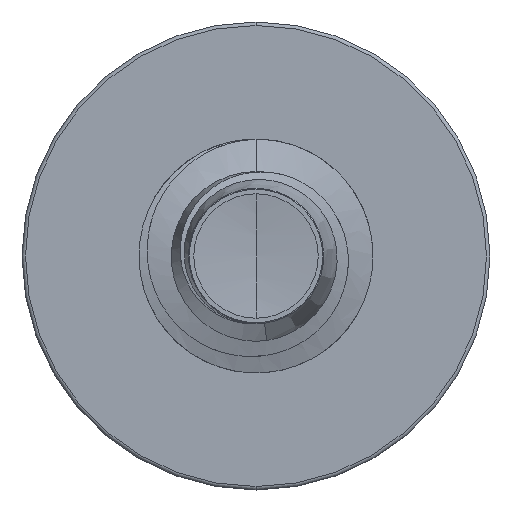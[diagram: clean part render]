
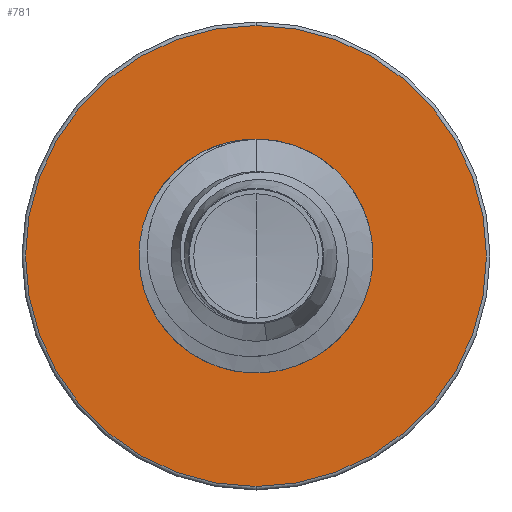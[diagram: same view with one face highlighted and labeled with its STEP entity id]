
A CAD part, front view. The second image highlights one B-rep face of the part: STEP entity #781.
In plain terms, the highlighted planar face has unit normal (0, -1, 0).
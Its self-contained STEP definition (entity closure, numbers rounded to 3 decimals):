
#40 = DIRECTION ( 'NONE',  ( 0., 0., 1. ) ) ;
#49 = DIRECTION ( 'NONE',  ( 0., 1., 0. ) ) ;
#51 = CARTESIAN_POINT ( 'NONE',  ( 0., 2.25, 0. ) ) ;
#285 = AXIS2_PLACEMENT_3D ( 'NONE', #6489, #7432, #7769 ) ;
#389 = FACE_OUTER_BOUND ( 'NONE', #4696, .T. ) ;
#781 = ADVANCED_FACE ( 'NONE', ( #389, #2390 ), #6715, .F. ) ;
#1054 = ORIENTED_EDGE ( 'NONE', *, *, #3002, .F. ) ;
#1442 = DIRECTION ( 'NONE',  ( 0., 0., 1. ) ) ;
#1446 = DIRECTION ( 'NONE',  ( 0., 1., 0. ) ) ;
#1456 = CARTESIAN_POINT ( 'NONE',  ( 0., 2.25, 0. ) ) ;
#1740 = CARTESIAN_POINT ( 'NONE',  ( 0., 2.25, 0.789 ) ) ;
#1742 = AXIS2_PLACEMENT_3D ( 'NONE', #4125, #4118, #4108 ) ;
#2297 = VERTEX_POINT ( 'NONE', #7011 ) ;
#2390 = FACE_BOUND ( 'NONE', #6529, .T. ) ;
#2514 = AXIS2_PLACEMENT_3D ( 'NONE', #4943, #4936, #4935 ) ;
#3002 = EDGE_CURVE ( 'NONE', #7958, #2297, #5235, .T. ) ;
#3244 = EDGE_CURVE ( 'NONE', #7350, #4578, #7866, .T. ) ;
#3939 = CIRCLE ( 'NONE', #7851, 0.789 ) ;
#4108 = DIRECTION ( 'NONE',  ( 0., 0., 1. ) ) ;
#4118 = DIRECTION ( 'NONE',  ( 0., 1., 0. ) ) ;
#4125 = CARTESIAN_POINT ( 'NONE',  ( 0., 2.25, 0. ) ) ;
#4578 = VERTEX_POINT ( 'NONE', #1740 ) ;
#4638 = EDGE_CURVE ( 'NONE', #4578, #7350, #3939, .T. ) ;
#4696 = EDGE_LOOP ( 'NONE', ( #1054, #7639 ) ) ;
#4935 = DIRECTION ( 'NONE',  ( 0., 0., 1. ) ) ;
#4936 = DIRECTION ( 'NONE',  ( 0., 1., 0. ) ) ;
#4943 = CARTESIAN_POINT ( 'NONE',  ( 0., 2.25, 0. ) ) ;
#4984 = ORIENTED_EDGE ( 'NONE', *, *, #3244, .T. ) ;
#5149 = EDGE_CURVE ( 'NONE', #2297, #7958, #5872, .T. ) ;
#5235 = CIRCLE ( 'NONE', #2514, 1.576 ) ;
#5872 = CIRCLE ( 'NONE', #5997, 1.576 ) ;
#5997 = AXIS2_PLACEMENT_3D ( 'NONE', #51, #49, #40 ) ;
#6294 = ORIENTED_EDGE ( 'NONE', *, *, #4638, .T. ) ;
#6489 = CARTESIAN_POINT ( 'NONE',  ( 0., 2.25, -0.789 ) ) ;
#6529 = EDGE_LOOP ( 'NONE', ( #6294, #4984 ) ) ;
#6612 = CARTESIAN_POINT ( 'NONE',  ( 0., 2.25, 1.576 ) ) ;
#6715 = PLANE ( 'NONE',  #285 ) ;
#6975 = CARTESIAN_POINT ( 'NONE',  ( 0., 2.25, -0.789 ) ) ;
#7011 = CARTESIAN_POINT ( 'NONE',  ( 0., 2.25, -1.576 ) ) ;
#7350 = VERTEX_POINT ( 'NONE', #6975 ) ;
#7432 = DIRECTION ( 'NONE',  ( 0., 1., 0. ) ) ;
#7639 = ORIENTED_EDGE ( 'NONE', *, *, #5149, .F. ) ;
#7769 = DIRECTION ( 'NONE',  ( 0., 0., 1. ) ) ;
#7851 = AXIS2_PLACEMENT_3D ( 'NONE', #1456, #1446, #1442 ) ;
#7866 = CIRCLE ( 'NONE', #1742, 0.789 ) ;
#7958 = VERTEX_POINT ( 'NONE', #6612 ) ;
